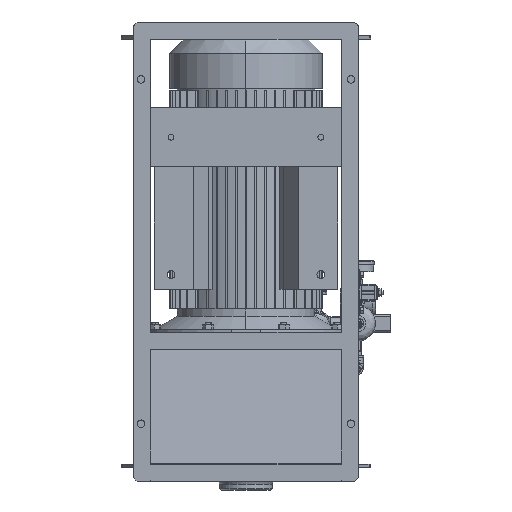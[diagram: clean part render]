
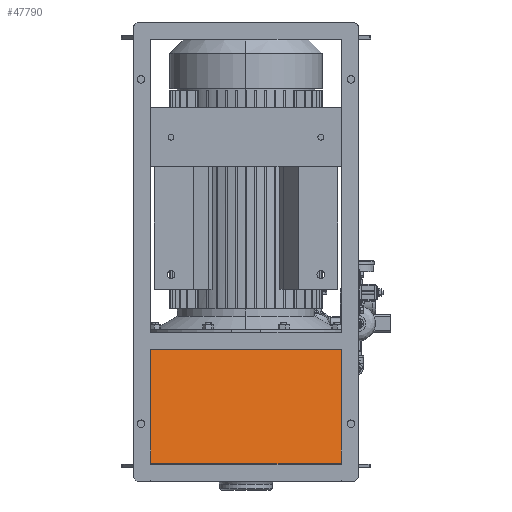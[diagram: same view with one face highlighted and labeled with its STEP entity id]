
A CAD part, front view. The second image highlights one B-rep face of the part: STEP entity #47790.
In plain terms, the highlighted planar face has unit normal (0, -0.988, 0.155).
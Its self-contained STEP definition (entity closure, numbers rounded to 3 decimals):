
#2598 = CARTESIAN_POINT ( 'NONE',  ( 290., -353.976, 227. ) ) ;
#4029 = DIRECTION ( 'NONE',  ( 0., -0.155, -0.988 ) ) ;
#6835 = LINE ( 'NONE', #79247, #69000 ) ;
#7366 = ORIENTED_EDGE ( 'NONE', *, *, #115100, .T. ) ;
#7860 = CARTESIAN_POINT ( 'NONE',  ( 290., -408.976, -122.532 ) ) ;
#12389 = DIRECTION ( 'NONE',  ( -1., 0., 0. ) ) ;
#14292 = CARTESIAN_POINT ( 'NONE',  ( 290., -408.976, -122.532 ) ) ;
#20322 = CARTESIAN_POINT ( 'NONE',  ( -290., -353.976, 227. ) ) ;
#20597 = VECTOR ( 'NONE', #4029, 1000. ) ;
#21970 = EDGE_CURVE ( 'NONE', #75025, #99078, #60109, .T. ) ;
#25538 = VERTEX_POINT ( 'NONE', #7860 ) ;
#28662 = ORIENTED_EDGE ( 'NONE', *, *, #113023, .F. ) ;
#31146 = CARTESIAN_POINT ( 'NONE',  ( -290., -408.976, -122.532 ) ) ;
#43780 = VERTEX_POINT ( 'NONE', #2598 ) ;
#44151 = LINE ( 'NONE', #84234, #86562 ) ;
#47790 = ADVANCED_FACE ( 'NONE', ( #51474 ), #90328, .F. ) ;
#51474 = FACE_OUTER_BOUND ( 'NONE', #96400, .T. ) ;
#51736 = ORIENTED_EDGE ( 'NONE', *, *, #63711, .F. ) ;
#54668 = DIRECTION ( 'NONE',  ( 0., 0.155, 0.988 ) ) ;
#60109 = LINE ( 'NONE', #31146, #85555 ) ;
#63380 = DIRECTION ( 'NONE',  ( 0., 0.988, -0.155 ) ) ;
#63711 = EDGE_CURVE ( 'NONE', #25538, #99078, #6835, .T. ) ;
#69000 = VECTOR ( 'NONE', #106229, 1000. ) ;
#75025 = VERTEX_POINT ( 'NONE', #20322 ) ;
#77456 = ORIENTED_EDGE ( 'NONE', *, *, #21970, .T. ) ;
#79247 = CARTESIAN_POINT ( 'NONE',  ( 290., -408.976, -122.532 ) ) ;
#84234 = CARTESIAN_POINT ( 'NONE',  ( 290., -353.976, 227. ) ) ;
#84378 = AXIS2_PLACEMENT_3D ( 'NONE', #89939, #63380, #54668 ) ;
#85555 = VECTOR ( 'NONE', #85604, 1000. ) ;
#85604 = DIRECTION ( 'NONE',  ( 0., -0.155, -0.988 ) ) ;
#86562 = VECTOR ( 'NONE', #12389, 1000. ) ;
#89939 = CARTESIAN_POINT ( 'NONE',  ( 290., -408.976, -122.532 ) ) ;
#90328 = PLANE ( 'NONE',  #84378 ) ;
#96400 = EDGE_LOOP ( 'NONE', ( #7366, #77456, #51736, #28662 ) ) ;
#99078 = VERTEX_POINT ( 'NONE', #112985 ) ;
#106229 = DIRECTION ( 'NONE',  ( -1., 0., 0. ) ) ;
#108319 = LINE ( 'NONE', #14292, #20597 ) ;
#112985 = CARTESIAN_POINT ( 'NONE',  ( -290., -408.976, -122.532 ) ) ;
#113023 = EDGE_CURVE ( 'NONE', #43780, #25538, #108319, .T. ) ;
#115100 = EDGE_CURVE ( 'NONE', #43780, #75025, #44151, .T. ) ;
